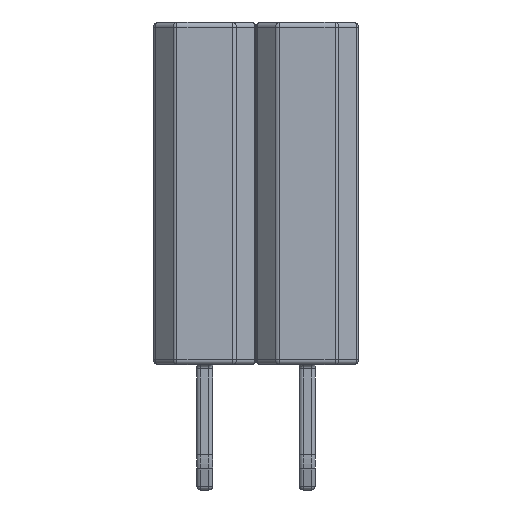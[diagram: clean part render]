
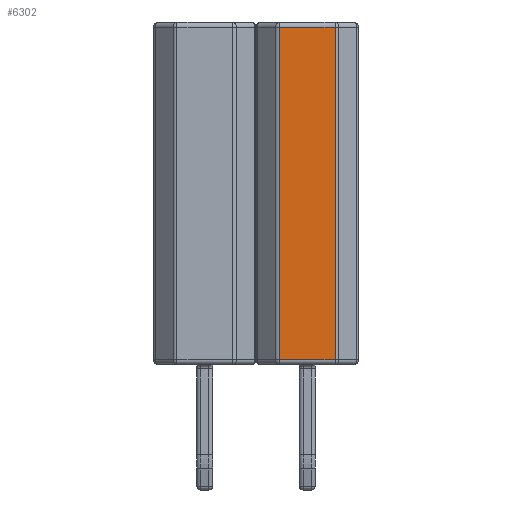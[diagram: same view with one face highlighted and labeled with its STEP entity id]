
A CAD part, left-side view. The second image highlights one B-rep face of the part: STEP entity #6302.
In plain terms, the highlighted planar face has unit normal (-1, 0, 0).
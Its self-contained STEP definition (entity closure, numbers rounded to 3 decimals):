
#5644 = CYLINDRICAL_SURFACE('',#5645,0.125);
#5645 = AXIS2_PLACEMENT_3D('',#5646,#5647,#5648);
#5646 = CARTESIAN_POINT('',(-1.145,0.692,0.));
#5647 = DIRECTION('',(0.,0.,1.));
#5648 = DIRECTION('',(-0.707,0.707,0.));
#5749 = VERTEX_POINT('',#5750);
#5750 = CARTESIAN_POINT('',(-1.27,0.692,0.125));
#5777 = EDGE_CURVE('',#5749,#5778,#5780,.T.);
#5778 = VERTEX_POINT('',#5779);
#5779 = CARTESIAN_POINT('',(-1.27,0.692,8.375));
#5780 = SURFACE_CURVE('',#5781,(#5785,#5792),.PCURVE_S1.);
#5781 = LINE('',#5782,#5783);
#5782 = CARTESIAN_POINT('',(-1.27,0.692,0.));
#5783 = VECTOR('',#5784,1.);
#5784 = DIRECTION('',(0.,0.,1.));
#5785 = PCURVE('',#5644,#5786);
#5786 = DEFINITIONAL_REPRESENTATION('',(#5787),#5791);
#5787 = LINE('',#5788,#5789);
#5788 = CARTESIAN_POINT('',(0.785,0.));
#5789 = VECTOR('',#5790,1.);
#5790 = DIRECTION('',(0.,1.));
#5791 = ( GEOMETRIC_REPRESENTATION_CONTEXT(2) 
PARAMETRIC_REPRESENTATION_CONTEXT() REPRESENTATION_CONTEXT('2D SPACE',''
  ) );
#5792 = PCURVE('',#5793,#5798);
#5793 = PLANE('',#5794);
#5794 = AXIS2_PLACEMENT_3D('',#5795,#5796,#5797);
#5795 = CARTESIAN_POINT('',(-1.27,-0.744,0.));
#5796 = DIRECTION('',(-1.,0.,0.));
#5797 = DIRECTION('',(0.,1.,0.));
#5798 = DEFINITIONAL_REPRESENTATION('',(#5799),#5803);
#5799 = LINE('',#5800,#5801);
#5800 = CARTESIAN_POINT('',(1.436,0.));
#5801 = VECTOR('',#5802,1.);
#5802 = DIRECTION('',(0.,-1.));
#5803 = ( GEOMETRIC_REPRESENTATION_CONTEXT(2) 
PARAMETRIC_REPRESENTATION_CONTEXT() REPRESENTATION_CONTEXT('2D SPACE',''
  ) );
#6007 = CYLINDRICAL_SURFACE('',#6008,0.125);
#6008 = AXIS2_PLACEMENT_3D('',#6009,#6010,#6011);
#6009 = CARTESIAN_POINT('',(-1.145,-0.744,8.375));
#6010 = DIRECTION('',(0.,1.,0.));
#6011 = DIRECTION('',(-1.,0.,0.));
#6289 = CYLINDRICAL_SURFACE('',#6290,0.125);
#6290 = AXIS2_PLACEMENT_3D('',#6291,#6292,#6293);
#6291 = CARTESIAN_POINT('',(-1.145,-0.744,0.125));
#6292 = DIRECTION('',(0.,1.,0.));
#6293 = DIRECTION('',(-1.,0.,0.));
#6302 = ADVANCED_FACE('',(#6303),#5793,.T.);
#6303 = FACE_BOUND('',#6304,.T.);
#6304 = EDGE_LOOP('',(#6305,#6328,#6329,#6352));
#6305 = ORIENTED_EDGE('',*,*,#6306,.T.);
#6306 = EDGE_CURVE('',#6307,#5778,#6309,.T.);
#6307 = VERTEX_POINT('',#6308);
#6308 = CARTESIAN_POINT('',(-1.27,-0.692,8.375));
#6309 = SURFACE_CURVE('',#6310,(#6314,#6321),.PCURVE_S1.);
#6310 = LINE('',#6311,#6312);
#6311 = CARTESIAN_POINT('',(-1.27,-0.744,8.375));
#6312 = VECTOR('',#6313,1.);
#6313 = DIRECTION('',(0.,1.,0.));
#6314 = PCURVE('',#5793,#6315);
#6315 = DEFINITIONAL_REPRESENTATION('',(#6316),#6320);
#6316 = LINE('',#6317,#6318);
#6317 = CARTESIAN_POINT('',(0.,-8.375));
#6318 = VECTOR('',#6319,1.);
#6319 = DIRECTION('',(1.,0.));
#6320 = ( GEOMETRIC_REPRESENTATION_CONTEXT(2) 
PARAMETRIC_REPRESENTATION_CONTEXT() REPRESENTATION_CONTEXT('2D SPACE',''
  ) );
#6321 = PCURVE('',#6007,#6322);
#6322 = DEFINITIONAL_REPRESENTATION('',(#6323),#6327);
#6323 = LINE('',#6324,#6325);
#6324 = CARTESIAN_POINT('',(0.,0.));
#6325 = VECTOR('',#6326,1.);
#6326 = DIRECTION('',(0.,1.));
#6327 = ( GEOMETRIC_REPRESENTATION_CONTEXT(2) 
PARAMETRIC_REPRESENTATION_CONTEXT() REPRESENTATION_CONTEXT('2D SPACE',''
  ) );
#6328 = ORIENTED_EDGE('',*,*,#5777,.F.);
#6329 = ORIENTED_EDGE('',*,*,#6330,.F.);
#6330 = EDGE_CURVE('',#6331,#5749,#6333,.T.);
#6331 = VERTEX_POINT('',#6332);
#6332 = CARTESIAN_POINT('',(-1.27,-0.692,0.125));
#6333 = SURFACE_CURVE('',#6334,(#6338,#6345),.PCURVE_S1.);
#6334 = LINE('',#6335,#6336);
#6335 = CARTESIAN_POINT('',(-1.27,-0.744,0.125));
#6336 = VECTOR('',#6337,1.);
#6337 = DIRECTION('',(0.,1.,0.));
#6338 = PCURVE('',#5793,#6339);
#6339 = DEFINITIONAL_REPRESENTATION('',(#6340),#6344);
#6340 = LINE('',#6341,#6342);
#6341 = CARTESIAN_POINT('',(0.,-0.125));
#6342 = VECTOR('',#6343,1.);
#6343 = DIRECTION('',(1.,0.));
#6344 = ( GEOMETRIC_REPRESENTATION_CONTEXT(2) 
PARAMETRIC_REPRESENTATION_CONTEXT() REPRESENTATION_CONTEXT('2D SPACE',''
  ) );
#6345 = PCURVE('',#6289,#6346);
#6346 = DEFINITIONAL_REPRESENTATION('',(#6347),#6351);
#6347 = LINE('',#6348,#6349);
#6348 = CARTESIAN_POINT('',(-0.,0.));
#6349 = VECTOR('',#6350,1.);
#6350 = DIRECTION('',(-0.,1.));
#6351 = ( GEOMETRIC_REPRESENTATION_CONTEXT(2) 
PARAMETRIC_REPRESENTATION_CONTEXT() REPRESENTATION_CONTEXT('2D SPACE',''
  ) );
#6352 = ORIENTED_EDGE('',*,*,#6353,.T.);
#6353 = EDGE_CURVE('',#6331,#6307,#6354,.T.);
#6354 = SURFACE_CURVE('',#6355,(#6359,#6366),.PCURVE_S1.);
#6355 = LINE('',#6356,#6357);
#6356 = CARTESIAN_POINT('',(-1.27,-0.692,0.));
#6357 = VECTOR('',#6358,1.);
#6358 = DIRECTION('',(0.,0.,1.));
#6359 = PCURVE('',#5793,#6360);
#6360 = DEFINITIONAL_REPRESENTATION('',(#6361),#6365);
#6361 = LINE('',#6362,#6363);
#6362 = CARTESIAN_POINT('',(0.052,0.));
#6363 = VECTOR('',#6364,1.);
#6364 = DIRECTION('',(0.,-1.));
#6365 = ( GEOMETRIC_REPRESENTATION_CONTEXT(2) 
PARAMETRIC_REPRESENTATION_CONTEXT() REPRESENTATION_CONTEXT('2D SPACE',''
  ) );
#6366 = PCURVE('',#6367,#6372);
#6367 = CYLINDRICAL_SURFACE('',#6368,0.125);
#6368 = AXIS2_PLACEMENT_3D('',#6369,#6370,#6371);
#6369 = CARTESIAN_POINT('',(-1.145,-0.692,0.));
#6370 = DIRECTION('',(0.,0.,1.));
#6371 = DIRECTION('',(-1.,0.,0.));
#6372 = DEFINITIONAL_REPRESENTATION('',(#6373),#6377);
#6373 = LINE('',#6374,#6375);
#6374 = CARTESIAN_POINT('',(0.,0.));
#6375 = VECTOR('',#6376,1.);
#6376 = DIRECTION('',(0.,1.));
#6377 = ( GEOMETRIC_REPRESENTATION_CONTEXT(2) 
PARAMETRIC_REPRESENTATION_CONTEXT() REPRESENTATION_CONTEXT('2D SPACE',''
  ) );
